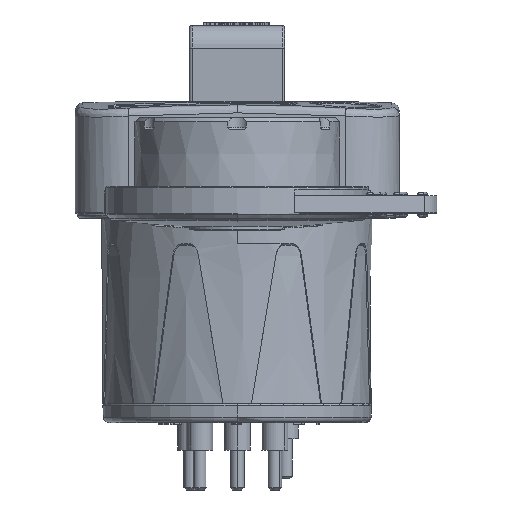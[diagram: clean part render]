
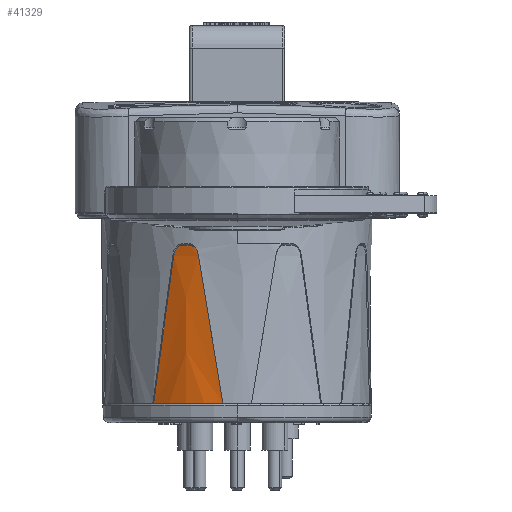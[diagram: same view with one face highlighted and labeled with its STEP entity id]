
A CAD part, front view. The second image highlights one B-rep face of the part: STEP entity #41329.
In plain terms, the highlighted conical face has half-angle 0.4 degrees and reference radius 11.709 mm.
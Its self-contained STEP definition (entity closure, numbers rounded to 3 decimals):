
#13785=CARTESIAN_POINT('',(0.,0.,-25.1));
#13786=DIRECTION('',(0.,0.,1.));
#13787=DIRECTION('',(-0.627,-0.779,0.));
#13788=AXIS2_PLACEMENT_3D('',#13785,#13786,#13787);
#14133=CARTESIAN_POINT('',(-4.187,-10.986,
-11.243));
#14134=CARTESIAN_POINT('',(-4.151,-11.,
-11.243));
#14135=CARTESIAN_POINT('',(-4.08,-11.027,
-11.249));
#14136=CARTESIAN_POINT('',(-3.977,-11.064,
-11.278));
#14137=CARTESIAN_POINT('',(-3.875,-11.1,
-11.327));
#14138=CARTESIAN_POINT('',(-3.776,-11.133,
-11.398));
#14139=CARTESIAN_POINT('',(-3.68,-11.165,
-11.493));
#14140=CARTESIAN_POINT('',(-3.588,-11.194,
-11.617));
#14141=CARTESIAN_POINT('',(-3.504,-11.219,
-11.771));
#14142=CARTESIAN_POINT('',(-3.434,-11.239,
-11.957));
#14143=CARTESIAN_POINT('',(-3.4,-11.249,
-12.101));
#14144=CARTESIAN_POINT('',(-3.387,-11.252,
-12.179));
#14146=CARTESIAN_POINT('',(-7.315,-9.081,-25.1));
#14147=CARTESIAN_POINT('',(-6.778,-9.552,
-20.791));
#14148=CARTESIAN_POINT('',(-6.194,-9.977,
-16.484));
#14149=CARTESIAN_POINT('',(-5.561,-10.352,
-12.179));
#14151=CARTESIAN_POINT('',(-5.561,-10.352,
-12.179));
#14152=CARTESIAN_POINT('',(-5.55,-10.358,
-12.102));
#14153=CARTESIAN_POINT('',(-5.519,-10.376,
-11.957));
#14154=CARTESIAN_POINT('',(-5.455,-10.411,
-11.771));
#14155=CARTESIAN_POINT('',(-5.378,-10.452,
-11.616));
#14156=CARTESIAN_POINT('',(-5.293,-10.497,
-11.493));
#14157=CARTESIAN_POINT('',(-5.202,-10.543,
-11.398));
#14158=CARTESIAN_POINT('',(-5.108,-10.589,
-11.327));
#14159=CARTESIAN_POINT('',(-5.011,-10.636,
-11.278));
#14160=CARTESIAN_POINT('',(-4.912,-10.682,
-11.249));
#14161=CARTESIAN_POINT('',(-4.843,-10.714,
-11.243));
#14162=CARTESIAN_POINT('',(-4.808,-10.729,
-11.243));
#14164=CARTESIAN_POINT('',(0.,0.,-11.243));
#14165=DIRECTION('',(0.,0.,1.));
#14166=DIRECTION('',(-0.409,-0.913,0.));
#14167=AXIS2_PLACEMENT_3D('',#14164,#14165,#14166);
#14178=CARTESIAN_POINT('',(-1.248,-11.593,-25.1));
#14179=CARTESIAN_POINT('',(-1.962,-11.547,
-20.791));
#14180=CARTESIAN_POINT('',(-2.675,-11.435,
-16.484));
#14181=CARTESIAN_POINT('',(-3.387,-11.252,
-12.179));
#19201=CARTESIAN_POINT('',(-4.187,-10.986,
-11.243));
#19202=VERTEX_POINT('',#19201);
#19203=CARTESIAN_POINT('',(-4.808,-10.729,
-11.243));
#19204=VERTEX_POINT('',#19203);
#19231=VERTEX_POINT('',#14144);
#19232=VERTEX_POINT('',#14178);
#19233=CARTESIAN_POINT('',(-7.315,-9.081,-25.1));
#19234=VERTEX_POINT('',#19233);
#19235=VERTEX_POINT('',#14149);
#41315=CARTESIAN_POINT('',(0.,0.,-18.171));
#41316=DIRECTION('',(0.,0.,1.));
#41317=DIRECTION('',(1.,0.,0.));
#41318=AXIS2_PLACEMENT_3D('',#41315,#41316,#41317);
#41319=CONICAL_SURFACE('',#41318,11.709,0.4);
#41320=ORIENTED_EDGE('',*,*,#41306,.T.);
#41322=ORIENTED_EDGE('',*,*,#41321,.F.);
#41323=ORIENTED_EDGE('',*,*,#40804,.F.);
#41324=ORIENTED_EDGE('',*,*,#41250,.T.);
#41325=ORIENTED_EDGE('',*,*,#41264,.T.);
#41326=ORIENTED_EDGE('',*,*,#41278,.T.);
#41327=EDGE_LOOP('',(#41320,#41322,#41323,#41324,#41325,#41326));
#41328=FACE_OUTER_BOUND('',#41327,.F.);
#41329=ADVANCED_FACE('',(#41328),#41319,.T.);
#13789=CIRCLE('',#13788,11.66);
#14145=B_SPLINE_CURVE_WITH_KNOTS('',3,(#14133,#14134,#14135,#14136,#14137,
#14138,#14139,#14140,#14141,#14142,#14143,#14144),.UNSPECIFIED.,.F.,.F.,(4,1,1,
1,1,1,1,1,1,4),(0.,0.111,0.222,0.333,
0.444,0.556,0.667,0.778,
0.889,1.),.UNSPECIFIED.);
#14150=B_SPLINE_CURVE_WITH_KNOTS('',3,(#14146,#14147,#14148,#14149),
.UNSPECIFIED.,.F.,.F.,(4,4),(0.,1.),.UNSPECIFIED.);
#14163=B_SPLINE_CURVE_WITH_KNOTS('',3,(#14151,#14152,#14153,#14154,#14155,
#14156,#14157,#14158,#14159,#14160,#14161,#14162),.UNSPECIFIED.,.F.,.F.,(4,1,1,
1,1,1,1,1,1,4),(0.,0.111,0.222,0.333,
0.444,0.556,0.667,0.778,
0.889,1.),.UNSPECIFIED.);
#14168=CIRCLE('',#14167,11.757);
#14182=B_SPLINE_CURVE_WITH_KNOTS('',3,(#14178,#14179,#14180,#14181),
.UNSPECIFIED.,.F.,.F.,(4,4),(0.,1.),.UNSPECIFIED.);
#40804=EDGE_CURVE('',#19234,#19232,#13789,.T.);
#41250=EDGE_CURVE('',#19234,#19235,#14150,.T.);
#41264=EDGE_CURVE('',#19235,#19204,#14163,.T.);
#41278=EDGE_CURVE('',#19204,#19202,#14168,.T.);
#41306=EDGE_CURVE('',#19202,#19231,#14145,.T.);
#41321=EDGE_CURVE('',#19232,#19231,#14182,.T.);
